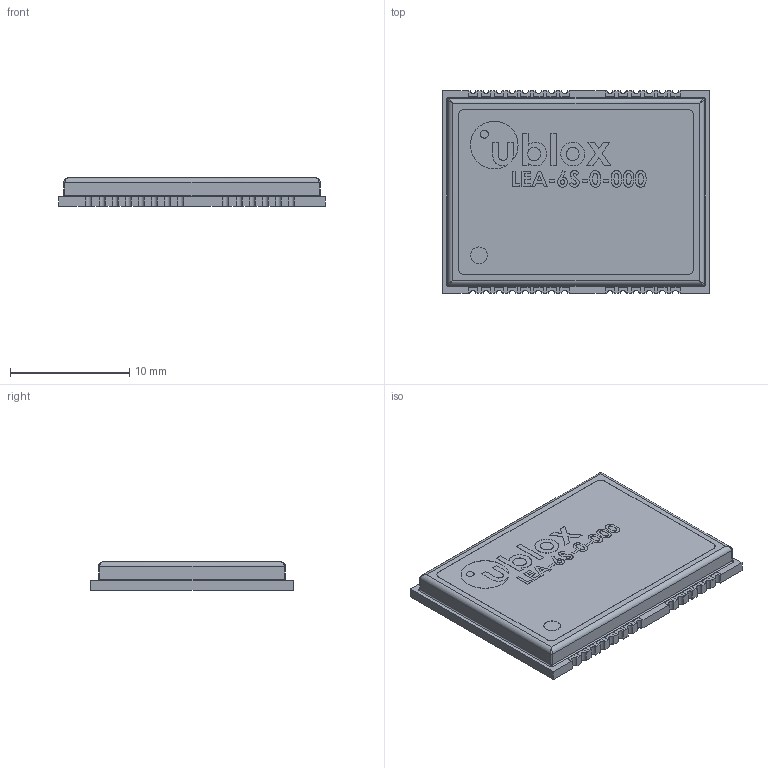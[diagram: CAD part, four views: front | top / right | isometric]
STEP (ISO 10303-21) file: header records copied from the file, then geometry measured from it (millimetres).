
FILE_DESCRIPTION (( 'STEP AP214' ), '1' );
FILE_NAME ('User Library-UBLOX_GPS.STEP', '2012-11-15T11:16:39', ( 'Windows User' ), ( '' ), 'SwSTEP 2.0', 'SolidWorks 2013', '' );
FILE_SCHEMA (( 'AUTOMOTIVE_DESIGN' ));
Length unit declared in the file: millimetre
Products named in the file (1): User Library-UBLOX_GPS
Bounding box: 22.4 x 17 x 2.42 mm (x, y, z)
Volume: 843.5 mm3; surface area: 931.1 mm2
Topology: 1 solids, 1 shells, 514 faces, 1433 edges, 946 vertices
Faces by surface type: plane 368, bspline 91, cylinder 51, torus 4
Entity records: 26553 total; most frequent: CARTESIAN_POINT 8541, ORIENTED_EDGE 2858, DIRECTION 2193, EDGE_CURVE 1429, VECTOR 1149, LINE 1149, VERTEX_POINT 946, EDGE_LOOP 543
